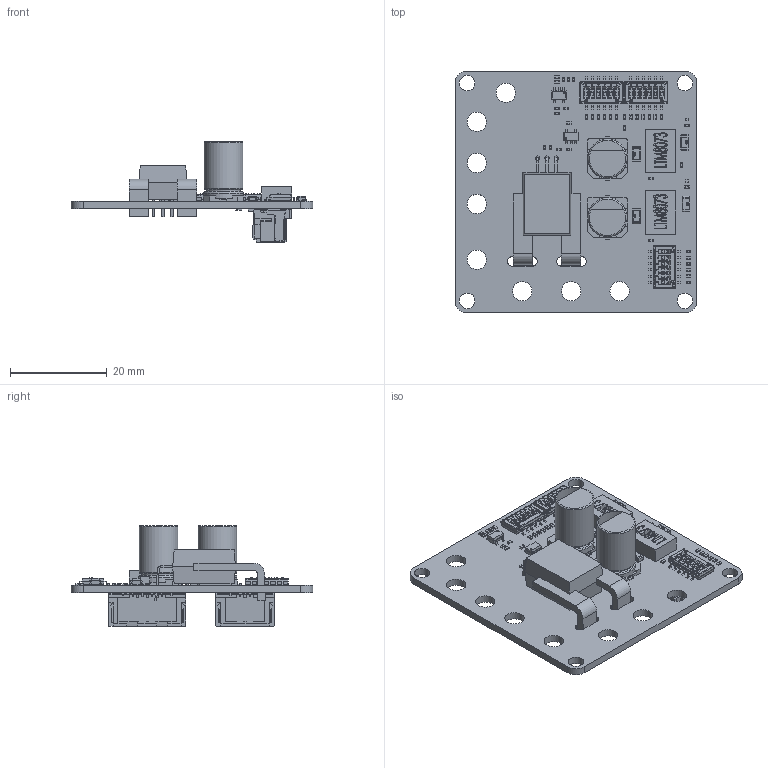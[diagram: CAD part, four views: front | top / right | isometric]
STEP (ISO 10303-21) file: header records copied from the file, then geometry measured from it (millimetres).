
FILE_DESCRIPTION(/* description */ (''),/* implementation_level */ '2;1');
FILE_NAME(/* name */ 'M10121A_pub.step',/* time_stamp */ '2024-05-01T14:37:54-07:00',/* author */ (''),/* organization */ (''),/* preprocessor_version */ 'ST-DEVELOPER v20',/* originating_system */ 'Autodesk Translation Framework v12.20.1.177',/* authorisation */ '');
FILE_SCHEMA (('AUTOMOTIVE_DESIGN { 1 0 10303 214 3 1 1 }'));
Products named in the file (1): M10121A_pub
Bounding box: 50 x 50 x 20.77 mm (x, y, z)
Volume: 7051.4 mm3; surface area: 9742.8 mm2
Topology: 6 solids, 6 shells, 5180 faces, 14077 edges, 8880 vertices
Faces by surface type: plane 3754, cylinder 675, bspline 615, sphere 128, torus 8
Full cylindrical faces by diameter (mm): 1.46 x4, 3.2 x4, 4 x8, 8 x4
Entity records: 178928 total; most frequent: CARTESIAN_POINT 50097, ORIENTED_EDGE 27918, DIRECTION 23147, EDGE_CURVE 13959, LINE 11353, VECTOR 11353, VERTEX_POINT 8880, AXIS2_PLACEMENT_3D 5897
